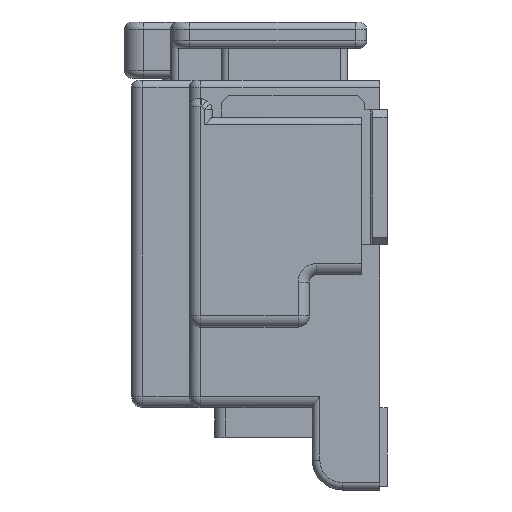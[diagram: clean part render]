
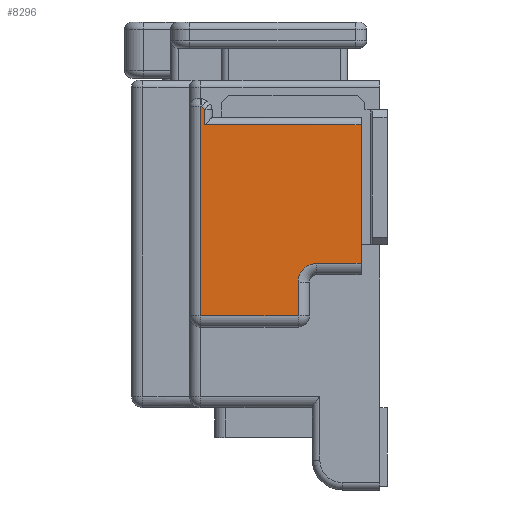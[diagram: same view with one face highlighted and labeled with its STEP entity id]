
A CAD part, left-side view. The second image highlights one B-rep face of the part: STEP entity #8296.
In plain terms, the highlighted planar face has unit normal (-1, 0, 0).
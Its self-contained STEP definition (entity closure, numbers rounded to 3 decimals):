
#705 = VERTEX_POINT ( 'NONE', #12349 ) ;
#795 = VERTEX_POINT ( 'NONE', #9097 ) ;
#1442 = DIRECTION ( 'NONE',  ( 0., -1., 0. ) ) ;
#1882 = CARTESIAN_POINT ( 'NONE',  ( -9.1, 0.5, -1. ) ) ;
#2256 = CARTESIAN_POINT ( 'NONE',  ( -9.1, 2.18, -6.3 ) ) ;
#2304 = VERTEX_POINT ( 'NONE', #6330 ) ;
#2518 = EDGE_CURVE ( 'NONE', #705, #12259, #12939, .T. ) ;
#2934 = VERTEX_POINT ( 'NONE', #15636 ) ;
#2960 = DIRECTION ( 'NONE',  ( 0., 0., 1. ) ) ;
#2966 = EDGE_CURVE ( 'NONE', #2934, #705, #9495, .T. ) ;
#3001 = DIRECTION ( 'NONE',  ( 0., 1., 0. ) ) ;
#3223 = AXIS2_PLACEMENT_3D ( 'NONE', #10337, #22788, #12164 ) ;
#3383 = DIRECTION ( 'NONE',  ( 0., 0., -1. ) ) ;
#4173 = VECTOR ( 'NONE', #21796, 1000. ) ;
#4621 = VECTOR ( 'NONE', #1442, 1000. ) ;
#4917 = EDGE_CURVE ( 'NONE', #21365, #2304, #5813, .T. ) ;
#5159 = CARTESIAN_POINT ( 'NONE',  ( -9.1, 4.68, -0.783 ) ) ;
#5252 = CARTESIAN_POINT ( 'NONE',  ( -9.1, 2.18, -5.4 ) ) ;
#5813 = LINE ( 'NONE', #13938, #10742 ) ;
#6099 = VECTOR ( 'NONE', #17100, 1000. ) ;
#6330 = CARTESIAN_POINT ( 'NONE',  ( -9.1, 4.78, -0.7 ) ) ;
#7545 = ORIENTED_EDGE ( 'NONE', *, *, #18346, .F. ) ;
#8096 = CARTESIAN_POINT ( 'NONE',  ( -9.1, 5.08, -6.3 ) ) ;
#8296 = ADVANCED_FACE ( 'NONE', ( #16839 ), #12560, .T. ) ;
#9097 = CARTESIAN_POINT ( 'NONE',  ( -9.1, 4.763, -0.7 ) ) ;
#9275 = CARTESIAN_POINT ( 'NONE',  ( -9.1, 2.731, -2.731 ) ) ;
#9348 = CARTESIAN_POINT ( 'NONE',  ( -9.1, 0.5, -1.2 ) ) ;
#9495 = LINE ( 'NONE', #17559, #13740 ) ;
#9553 = LINE ( 'NONE', #17863, #4621 ) ;
#9808 = ORIENTED_EDGE ( 'NONE', *, *, #4917, .F. ) ;
#9892 = ORIENTED_EDGE ( 'NONE', *, *, #12415, .F. ) ;
#10175 = ORIENTED_EDGE ( 'NONE', *, *, #2966, .F. ) ;
#10283 = VERTEX_POINT ( 'NONE', #2256 ) ;
#10337 = CARTESIAN_POINT ( 'NONE',  ( -9.1, 1.68, -5.4 ) ) ;
#10509 = VECTOR ( 'NONE', #21878, 1000. ) ;
#10742 = VECTOR ( 'NONE', #2960, 1000. ) ;
#10752 = CARTESIAN_POINT ( 'NONE',  ( -9.1, 4.68, -1.2 ) ) ;
#11115 = CARTESIAN_POINT ( 'NONE',  ( -9.1, 2.18, -6.6 ) ) ;
#11126 = VECTOR ( 'NONE', #15710, 1000. ) ;
#11195 = DIRECTION ( 'NONE',  ( 0., 0., -1. ) ) ;
#12164 = DIRECTION ( 'NONE',  ( 0., 0., -1. ) ) ;
#12259 = VERTEX_POINT ( 'NONE', #5252 ) ;
#12349 = CARTESIAN_POINT ( 'NONE',  ( -9.1, 1.68, -4.9 ) ) ;
#12415 = EDGE_CURVE ( 'NONE', #795, #20940, #18090, .T. ) ;
#12560 = PLANE ( 'NONE',  #15832 ) ;
#12699 = ORIENTED_EDGE ( 'NONE', *, *, #21790, .F. ) ;
#12934 = DIRECTION ( 'NONE',  ( 0., 0., -1. ) ) ;
#12939 = CIRCLE ( 'NONE', #3223, 0.5 ) ;
#13740 = VECTOR ( 'NONE', #3001, 1000. ) ;
#13832 = EDGE_LOOP ( 'NONE', ( #9808, #16313, #12699, #18534, #10175, #15513, #7545, #22438, #9892, #15794 ) ) ;
#13893 = CARTESIAN_POINT ( 'NONE',  ( -9.1, 4.68, -1. ) ) ;
#13938 = CARTESIAN_POINT ( 'NONE',  ( -9.1, 4.78, 0. ) ) ;
#14356 = DIRECTION ( 'NONE',  ( -1., 0., 0. ) ) ;
#15160 = VECTOR ( 'NONE', #12934, 1000. ) ;
#15192 = CARTESIAN_POINT ( 'NONE',  ( -9.1, 4.78, -6.3 ) ) ;
#15410 = VECTOR ( 'NONE', #11195, 1000. ) ;
#15420 = CARTESIAN_POINT ( 'NONE',  ( -9.1, 0.5, -1.2 ) ) ;
#15513 = ORIENTED_EDGE ( 'NONE', *, *, #21108, .F. ) ;
#15636 = CARTESIAN_POINT ( 'NONE',  ( -9.1, 0.5, -4.9 ) ) ;
#15710 = DIRECTION ( 'NONE',  ( 0., 0., -1. ) ) ;
#15794 = ORIENTED_EDGE ( 'NONE', *, *, #20259, .F. ) ;
#15832 = AXIS2_PLACEMENT_3D ( 'NONE', #19619, #14356, #3383 ) ;
#15850 = LINE ( 'NONE', #13893, #11126 ) ;
#16313 = ORIENTED_EDGE ( 'NONE', *, *, #19948, .F. ) ;
#16839 = FACE_OUTER_BOUND ( 'NONE', #13832, .T. ) ;
#16866 = LINE ( 'NONE', #8096, #6099 ) ;
#17100 = DIRECTION ( 'NONE',  ( 0., 1., 0. ) ) ;
#17559 = CARTESIAN_POINT ( 'NONE',  ( -9.1, 1.68, -4.9 ) ) ;
#17863 = CARTESIAN_POINT ( 'NONE',  ( -9.1, 4.68, -0.7 ) ) ;
#18090 = LINE ( 'NONE', #9275, #4173 ) ;
#18346 = EDGE_CURVE ( 'NONE', #20945, #22410, #19389, .T. ) ;
#18534 = ORIENTED_EDGE ( 'NONE', *, *, #2518, .F. ) ;
#19389 = LINE ( 'NONE', #9348, #10509 ) ;
#19536 = LINE ( 'NONE', #11115, #15410 ) ;
#19619 = CARTESIAN_POINT ( 'NONE',  ( -9.1, 0., 0. ) ) ;
#19948 = EDGE_CURVE ( 'NONE', #10283, #21365, #16866, .T. ) ;
#20259 = EDGE_CURVE ( 'NONE', #2304, #795, #9553, .T. ) ;
#20940 = VERTEX_POINT ( 'NONE', #5159 ) ;
#20945 = VERTEX_POINT ( 'NONE', #10752 ) ;
#21108 = EDGE_CURVE ( 'NONE', #22410, #2934, #22939, .T. ) ;
#21365 = VERTEX_POINT ( 'NONE', #15192 ) ;
#21790 = EDGE_CURVE ( 'NONE', #12259, #10283, #19536, .T. ) ;
#21796 = DIRECTION ( 'NONE',  ( 0., -0.707, -0.707 ) ) ;
#21878 = DIRECTION ( 'NONE',  ( 0., -1., 0. ) ) ;
#22410 = VERTEX_POINT ( 'NONE', #15420 ) ;
#22438 = ORIENTED_EDGE ( 'NONE', *, *, #23074, .F. ) ;
#22788 = DIRECTION ( 'NONE',  ( -1., 0., 0. ) ) ;
#22939 = LINE ( 'NONE', #1882, #15160 ) ;
#23074 = EDGE_CURVE ( 'NONE', #20940, #20945, #15850, .T. ) ;
